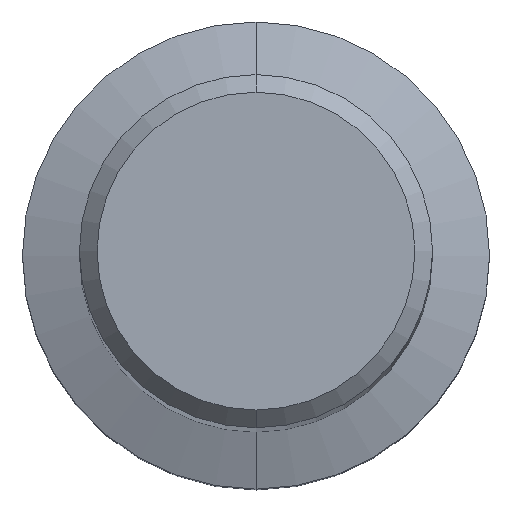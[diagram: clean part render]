
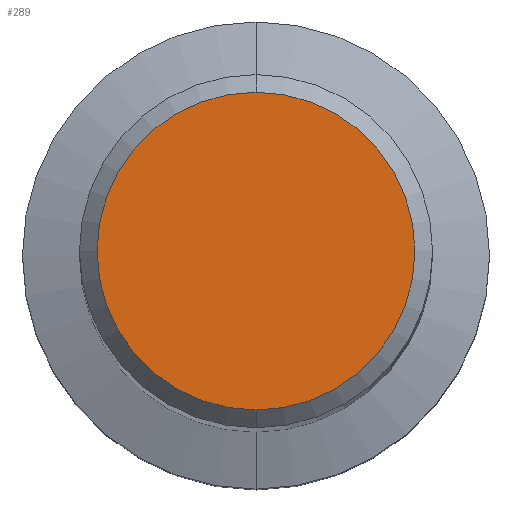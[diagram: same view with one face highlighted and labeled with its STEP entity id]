
A CAD part, top view. The second image highlights one B-rep face of the part: STEP entity #289.
In plain terms, the highlighted planar face has unit normal (0, 0, 1).
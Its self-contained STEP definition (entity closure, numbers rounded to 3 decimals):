
#255=VERTEX_POINT('',#617);
#257=EDGE_CURVE('',#311,#255,#619,.T.);
#289=ADVANCED_FACE('',(#657),#658,.T.);
#311=VERTEX_POINT('',#681);
#359=EDGE_CURVE('',#255,#311,#734,.T.);
#617=CARTESIAN_POINT('',(0.0,5.4,0.0));
#619=CIRCLE('',#1077,5.4);
#657=FACE_OUTER_BOUND('',#1173,.T.);
#658=PLANE('',#1174);
#681=CARTESIAN_POINT('',(0.,-5.4,0.0));
#734=CIRCLE('',#1303,5.4);
#1077=AXIS2_PLACEMENT_3D('',#1774,#1775,#1776);
#1173=EDGE_LOOP('',(#1831,#1832));
#1174=AXIS2_PLACEMENT_3D('',#1833,#1834,#1835);
#1303=AXIS2_PLACEMENT_3D('',#1912,#1913,#1914);
#1774=CARTESIAN_POINT('',(0.0,0.0,0.0));
#1775=DIRECTION('',(0.0,0.0,-1.0));
#1776=DIRECTION('',(0.0,1.0,0.0));
#1831=ORIENTED_EDGE('',*,*,#359,.F.);
#1832=ORIENTED_EDGE('',*,*,#257,.F.);
#1833=CARTESIAN_POINT('',(0.0,2.7,0.0));
#1834=DIRECTION('',(-0.0,0.0,1.0));
#1835=DIRECTION('',(0.0,-1.0,0.0));
#1912=CARTESIAN_POINT('',(0.0,0.0,0.0));
#1913=DIRECTION('',(0.0,0.0,-1.0));
#1914=DIRECTION('',(0.0,1.0,0.0));
